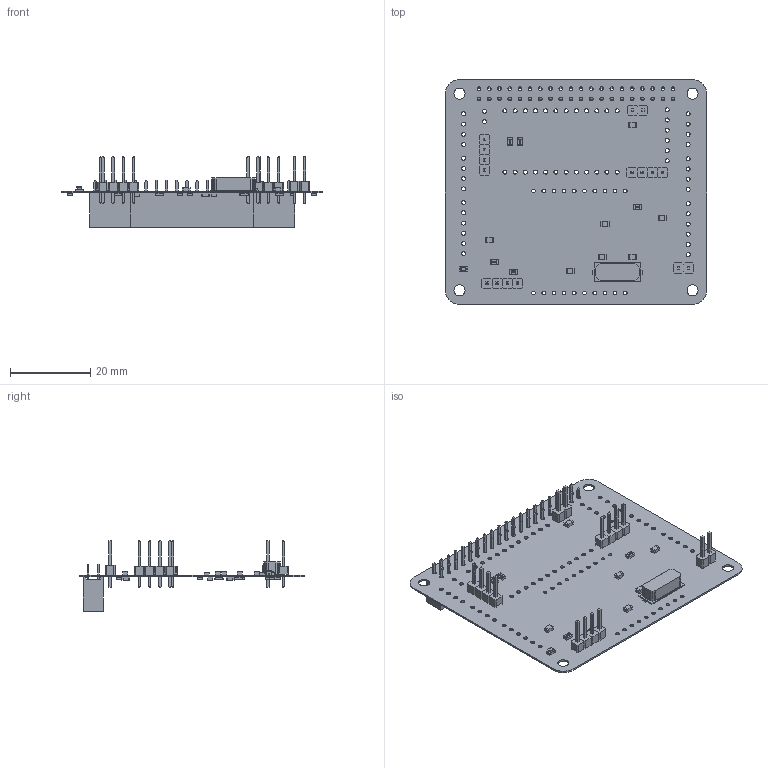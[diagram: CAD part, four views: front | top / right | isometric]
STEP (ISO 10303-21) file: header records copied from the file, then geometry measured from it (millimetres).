
FILE_DESCRIPTION(('Open CASCADE Model'),'2;1');
FILE_NAME('Open CASCADE Shape Model','2020-04-08T21:19:51',('Author'),( 'Open CASCADE'),'Open CASCADE STEP processor 6.8','Open CASCADE 6.8' ,'Unknown');
FILE_SCHEMA(('AUTOMOTIVE_DESIGN { 1 0 10303 214 1 1 1 1 }'));
Length unit declared in the file: millimetre
Products named in the file (63): PCB; Board; Open CASCADE STEP translator 6.8 1.1.1; CAN_Rterm; 0805RES; R6; C5; 6085139632; Extruded; 6085139232; X1; 6084686240; 6084686000; 6084685680; UARTX; User_Library-Header_Male_2Pin; User_Library-Header_Male_2Pin_PinArray; User_Library-Header_Male_2Pin_BodyArray; SWD; R_led; R_boot; R10; R9; R8; R7; R5; R4; R3; R2; R1; LED; led_0805r; I2CX; C_quartz2; C_quartz1; C7; 6085141392; 6085140752; C6; C4 ...
Assembly tree (119 placements, depth 4):
  PCB
    Board
      Open CASCADE STEP translator 6.8 1.1.1
    CAN_Rterm
      0805RES
    R6
      0805RES
    C5
      6085139632  x2
        Extruded
      6085139232
        Extruded
    X1
      6084686240
        Extruded
      6084686000
        Extruded
      6084685680  x2
        Extruded
    UARTX
      User_Library-Header_Male_2Pin  x2
        User_Library-Header_Male_2Pin_PinArray
        User_Library-Header_Male_2Pin_BodyArray
    SWD
      User_Library-Header_Male_2Pin  x2
        User_Library-Header_Male_2Pin_PinArray
        User_Library-Header_Male_2Pin_BodyArray
    R_led
      0805RES
    R_boot
      0805RES
    R10
      0805RES
    R9
      0805RES
    R8
      0805RES
    R7
      0805RES
    R5
      0805RES
    R4
      0805RES
    R3
      0805RES
    R3
      0805RES
    R3
      0805RES
    R2
      0805RES
    R1
      0805RES
    LED
      led_0805r
    I2CX
      User_Library-Header_Male_2Pin  x2
        User_Library-Header_Male_2Pin_PinArray
        User_Library-Header_Male_2Pin_BodyArray
    C_quartz2
Bounding box: 64.99 x 56 x 17.45 mm (x, y, z)
Volume: 3406.1 mm3; surface area: 16087.3 mm2
Topology: 135 solids, 135 shells, 4377 faces, 11983 edges, 7934 vertices
Faces by surface type: plane 3347, bspline 675, cylinder 351, sphere 4
Full cylindrical faces by diameter (mm): 0.9 x60, 1 x60, 1.1 x16, 2.75 x4
Entity records: 72562 total; most frequent: CARTESIAN_POINT 11521, ORIENTED_EDGE 8430, DIRECTION 7663, EDGE_CURVE 4215, PRESENTATION_STYLE_ASSIGNMENT 4209, LINE 3615, VECTOR 3615, OVER_RIDING_STYLED_ITEM 3203
